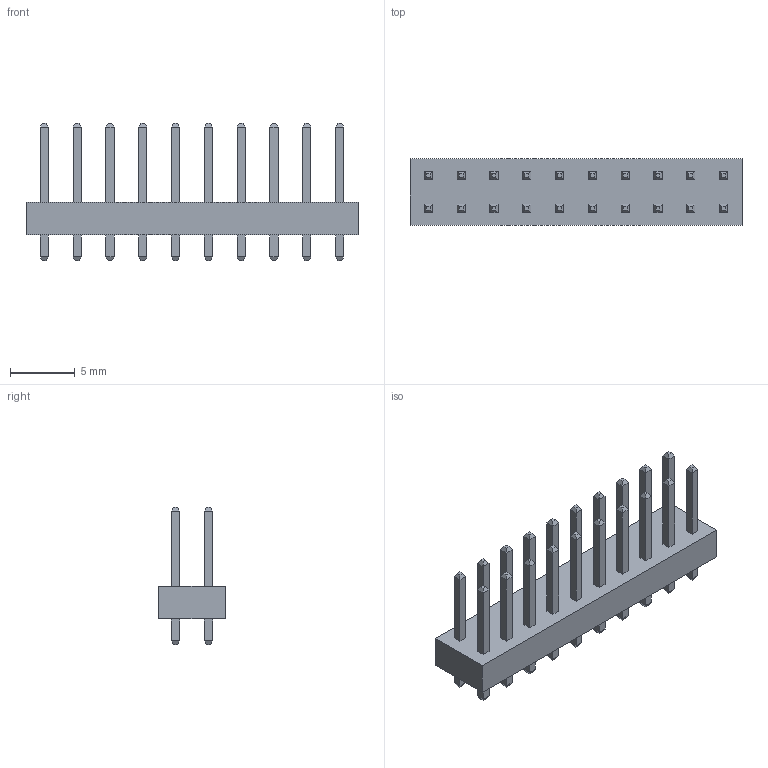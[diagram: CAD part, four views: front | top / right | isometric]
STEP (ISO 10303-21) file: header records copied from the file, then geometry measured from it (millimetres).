
FILE_DESCRIPTION (( 'STEP AP214' ), '1' );
FILE_NAME ( 'HDRV20W64P254_10X2_2570X515H865.STEP', '2022-06-18T21:59:54', ( '' ), ( '' ), '', '©2017 PCB Libraries, Inc.', '' );
FILE_SCHEMA (( 'AUTOMOTIVE_DESIGN' ));
Length unit declared in the file: millimetre
Products named in the file (1): HDRV20W64P254_10X2_2570X515H865
Bounding box: 25.7 x 5.15 x 10.65 mm (x, y, z)
Volume: 400.4 mm3; surface area: 851.6 mm2
Topology: 41 solids, 41 shells, 406 faces, 812 edges, 488 vertices
Faces by surface type: plane 406
Entity records: 11387 total; most frequent: CARTESIAN_POINT 1707, DIRECTION 1626, ORIENTED_EDGE 1624, VECTOR 812, LINE 812, EDGE_CURVE 812, VERTEX_POINT 488, STYLED_ITEM 448
